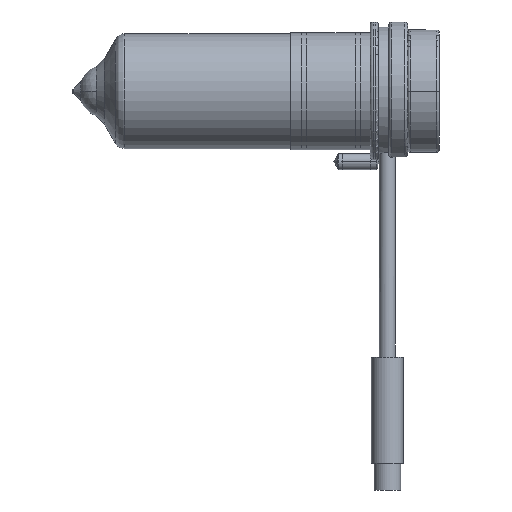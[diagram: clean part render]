
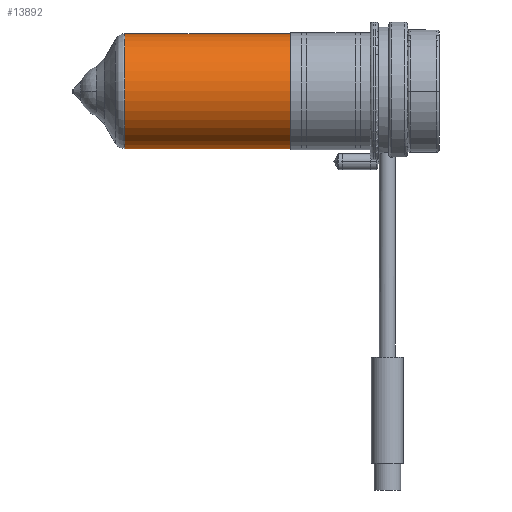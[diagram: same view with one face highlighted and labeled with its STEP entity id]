
A CAD part, front view. The second image highlights one B-rep face of the part: STEP entity #13892.
In plain terms, the highlighted cylindrical face has radius 10.8 mm (diameter 21.6 mm), a partial arc.
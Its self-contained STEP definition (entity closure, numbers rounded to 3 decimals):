
#220 = CARTESIAN_POINT ( 'NONE',  ( 0., 0., 0. ) ) ;
#459 = VERTEX_POINT ( 'NONE', #4783 ) ;
#873 = ORIENTED_EDGE ( 'NONE', *, *, #7889, .T. ) ;
#876 = DIRECTION ( 'NONE',  ( 0., 0., -1. ) ) ;
#933 = EDGE_LOOP ( 'NONE', ( #5175, #873, #11070, #13547 ) ) ;
#1167 = DIRECTION ( 'NONE',  ( 0., -1., 0. ) ) ;
#1628 = DIRECTION ( 'NONE',  ( 0., 0., -1. ) ) ;
#2047 = DIRECTION ( 'NONE',  ( 0., -1., 0. ) ) ;
#3145 = VERTEX_POINT ( 'NONE', #12753 ) ;
#4087 = AXIS2_PLACEMENT_3D ( 'NONE', #10502, #2047, #876 ) ;
#4783 = CARTESIAN_POINT ( 'NONE',  ( 0., 15., 10.8 ) ) ;
#5175 = ORIENTED_EDGE ( 'NONE', *, *, #13490, .F. ) ;
#6698 = FACE_OUTER_BOUND ( 'NONE', #933, .T. ) ;
#7083 = CARTESIAN_POINT ( 'NONE',  ( 0., 46.2, 0. ) ) ;
#7525 = AXIS2_PLACEMENT_3D ( 'NONE', #220, #1167, #10927 ) ;
#7541 = CARTESIAN_POINT ( 'NONE',  ( 0., 46.2, -10.8 ) ) ;
#7889 = EDGE_CURVE ( 'NONE', #13810, #11063, #11041, .T. ) ;
#8320 = CARTESIAN_POINT ( 'NONE',  ( 0., 0., 10.8 ) ) ;
#8531 = CYLINDRICAL_SURFACE ( 'NONE', #7525, 10.8 ) ;
#8995 = AXIS2_PLACEMENT_3D ( 'NONE', #7083, #11381, #1628 ) ;
#9107 = CARTESIAN_POINT ( 'NONE',  ( 0., 0., -10.8 ) ) ;
#9213 = VECTOR ( 'NONE', #12574, 1000. ) ;
#9736 = CIRCLE ( 'NONE', #4087, 10.8 ) ;
#9906 = VECTOR ( 'NONE', #11208, 1000. ) ;
#9937 = CARTESIAN_POINT ( 'NONE',  ( 0., 46.2, 10.8 ) ) ;
#10502 = CARTESIAN_POINT ( 'NONE',  ( 0., 15., 0. ) ) ;
#10584 = LINE ( 'NONE', #9107, #9906 ) ;
#10927 = DIRECTION ( 'NONE',  ( 0., 0., -1. ) ) ;
#11041 = CIRCLE ( 'NONE', #8995, 10.8 ) ;
#11063 = VERTEX_POINT ( 'NONE', #7541 ) ;
#11070 = ORIENTED_EDGE ( 'NONE', *, *, #11614, .T. ) ;
#11208 = DIRECTION ( 'NONE',  ( 0., -1., 0. ) ) ;
#11381 = DIRECTION ( 'NONE',  ( 0., -1., 0. ) ) ;
#11614 = EDGE_CURVE ( 'NONE', #11063, #3145, #10584, .T. ) ;
#11850 = EDGE_CURVE ( 'NONE', #459, #3145, #9736, .T. ) ;
#12574 = DIRECTION ( 'NONE',  ( 0., -1., 0. ) ) ;
#12753 = CARTESIAN_POINT ( 'NONE',  ( 0., 15., -10.8 ) ) ;
#13490 = EDGE_CURVE ( 'NONE', #13810, #459, #13878, .T. ) ;
#13547 = ORIENTED_EDGE ( 'NONE', *, *, #11850, .F. ) ;
#13810 = VERTEX_POINT ( 'NONE', #9937 ) ;
#13878 = LINE ( 'NONE', #8320, #9213 ) ;
#13892 = ADVANCED_FACE ( 'NONE', ( #6698 ), #8531, .T. ) ;
